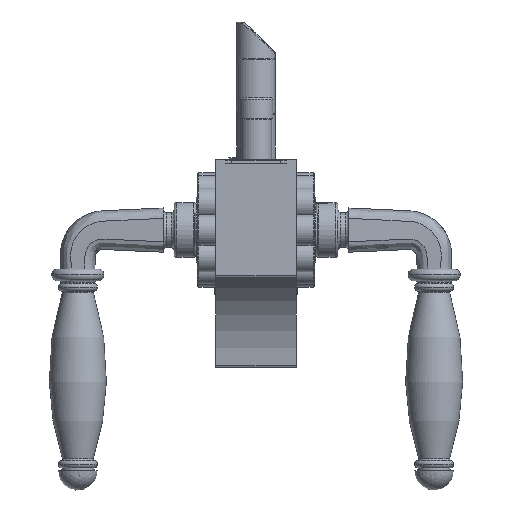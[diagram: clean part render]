
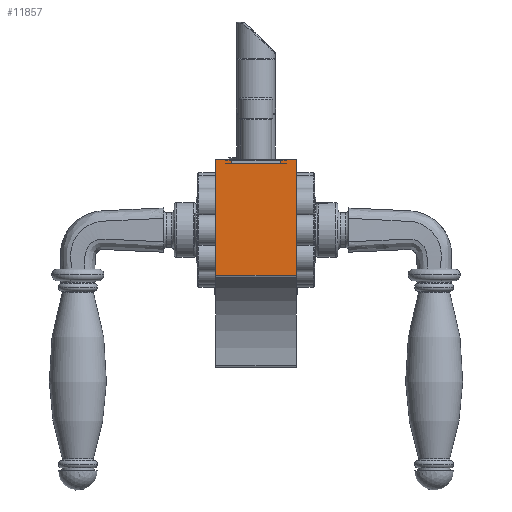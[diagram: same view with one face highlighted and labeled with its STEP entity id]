
A CAD part, front view. The second image highlights one B-rep face of the part: STEP entity #11857.
In plain terms, the highlighted planar face has unit normal (0, -1, 0).
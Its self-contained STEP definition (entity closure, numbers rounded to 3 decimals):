
#974 = CARTESIAN_POINT ( 'NONE',  ( -9.5, -80., -1.5 ) ) ;
#1661 = AXIS2_PLACEMENT_3D ( 'NONE', #18429, #40472, #50140 ) ;
#4246 = EDGE_CURVE ( 'NONE', #23643, #51205, #40237, .T. ) ;
#4620 = CARTESIAN_POINT ( 'NONE',  ( 15.5, -80., 0. ) ) ;
#5478 = DIRECTION ( 'NONE',  ( 0., 0., -1. ) ) ;
#5674 = VECTOR ( 'NONE', #20494, 1000. ) ;
#5765 = VECTOR ( 'NONE', #42583, 1000. ) ;
#6503 = EDGE_CURVE ( 'NONE', #8806, #23591, #39337, .T. ) ;
#6614 = LINE ( 'NONE', #19927, #46831 ) ;
#6839 = CARTESIAN_POINT ( 'NONE',  ( 15.5, -80., -44.433 ) ) ;
#7732 = ORIENTED_EDGE ( 'NONE', *, *, #6503, .T. ) ;
#7816 = LINE ( 'NONE', #38567, #5674 ) ;
#8806 = VERTEX_POINT ( 'NONE', #24899 ) ;
#10518 = VERTEX_POINT ( 'NONE', #4620 ) ;
#10553 = VECTOR ( 'NONE', #38805, 1000. ) ;
#11857 = ADVANCED_FACE ( 'NONE', ( #34534 ), #36489, .F. ) ;
#13520 = ORIENTED_EDGE ( 'NONE', *, *, #46422, .T. ) ;
#14466 = DIRECTION ( 'NONE',  ( 1., 0., 0. ) ) ;
#14714 = CARTESIAN_POINT ( 'NONE',  ( 15.5, -80., 0. ) ) ;
#16357 = ORIENTED_EDGE ( 'NONE', *, *, #4246, .T. ) ;
#18429 = CARTESIAN_POINT ( 'NONE',  ( 15.5, -80., 0. ) ) ;
#18577 = EDGE_CURVE ( 'NONE', #10518, #52157, #6614, .T. ) ;
#19115 = ORIENTED_EDGE ( 'NONE', *, *, #55692, .F. ) ;
#19234 = CARTESIAN_POINT ( 'NONE',  ( 9.5, -80., -1.5 ) ) ;
#19927 = CARTESIAN_POINT ( 'NONE',  ( 15.5, -80., 0. ) ) ;
#20494 = DIRECTION ( 'NONE',  ( 0., 0., 1. ) ) ;
#23183 = EDGE_LOOP ( 'NONE', ( #19115, #50224, #13520, #7732, #36604, #16357, #52226, #57041 ) ) ;
#23591 = VERTEX_POINT ( 'NONE', #40936 ) ;
#23643 = VERTEX_POINT ( 'NONE', #51759 ) ;
#24257 = VECTOR ( 'NONE', #48182, 1000. ) ;
#24899 = CARTESIAN_POINT ( 'NONE',  ( -9.5, -80., 0. ) ) ;
#29730 = EDGE_CURVE ( 'NONE', #32163, #53132, #47942, .T. ) ;
#30718 = LINE ( 'NONE', #43759, #24257 ) ;
#31934 = CARTESIAN_POINT ( 'NONE',  ( -9.5, -80., -1.5 ) ) ;
#31938 = LINE ( 'NONE', #14714, #55654 ) ;
#32163 = VERTEX_POINT ( 'NONE', #31934 ) ;
#34534 = FACE_OUTER_BOUND ( 'NONE', #23183, .T. ) ;
#36489 = PLANE ( 'NONE',  #1661 ) ;
#36604 = ORIENTED_EDGE ( 'NONE', *, *, #40173, .T. ) ;
#37061 = LINE ( 'NONE', #47943, #54273 ) ;
#38567 = CARTESIAN_POINT ( 'NONE',  ( -9.5, -80., -1.5 ) ) ;
#38805 = DIRECTION ( 'NONE',  ( -1., 0., 0. ) ) ;
#39337 = LINE ( 'NONE', #43815, #10553 ) ;
#40173 = EDGE_CURVE ( 'NONE', #23591, #23643, #37061, .T. ) ;
#40237 = LINE ( 'NONE', #6839, #5765 ) ;
#40472 = DIRECTION ( 'NONE',  ( 0., 1., 0. ) ) ;
#40936 = CARTESIAN_POINT ( 'NONE',  ( -15.5, -80., 0. ) ) ;
#41258 = EDGE_CURVE ( 'NONE', #10518, #51205, #31938, .T. ) ;
#42583 = DIRECTION ( 'NONE',  ( 1., 0., 0. ) ) ;
#43759 = CARTESIAN_POINT ( 'NONE',  ( 9.5, -80., -1.5 ) ) ;
#43815 = CARTESIAN_POINT ( 'NONE',  ( 15.5, -80., 0. ) ) ;
#43853 = CARTESIAN_POINT ( 'NONE',  ( 9.5, -80., 0. ) ) ;
#46422 = EDGE_CURVE ( 'NONE', #32163, #8806, #7816, .T. ) ;
#46766 = CARTESIAN_POINT ( 'NONE',  ( 15.5, -80., -44.433 ) ) ;
#46831 = VECTOR ( 'NONE', #52055, 1000. ) ;
#47942 = LINE ( 'NONE', #974, #59502 ) ;
#47943 = CARTESIAN_POINT ( 'NONE',  ( -15.5, -80., 0. ) ) ;
#48182 = DIRECTION ( 'NONE',  ( 0., 0., 1. ) ) ;
#50140 = DIRECTION ( 'NONE',  ( 0., 0., 1. ) ) ;
#50224 = ORIENTED_EDGE ( 'NONE', *, *, #29730, .F. ) ;
#51205 = VERTEX_POINT ( 'NONE', #46766 ) ;
#51759 = CARTESIAN_POINT ( 'NONE',  ( -15.5, -80., -44.433 ) ) ;
#52055 = DIRECTION ( 'NONE',  ( -1., 0., 0. ) ) ;
#52157 = VERTEX_POINT ( 'NONE', #43853 ) ;
#52226 = ORIENTED_EDGE ( 'NONE', *, *, #41258, .F. ) ;
#53132 = VERTEX_POINT ( 'NONE', #19234 ) ;
#54273 = VECTOR ( 'NONE', #57403, 1000. ) ;
#55654 = VECTOR ( 'NONE', #5478, 1000. ) ;
#55692 = EDGE_CURVE ( 'NONE', #53132, #52157, #30718, .T. ) ;
#57041 = ORIENTED_EDGE ( 'NONE', *, *, #18577, .T. ) ;
#57403 = DIRECTION ( 'NONE',  ( 0., 0., -1. ) ) ;
#59502 = VECTOR ( 'NONE', #14466, 1000. ) ;
